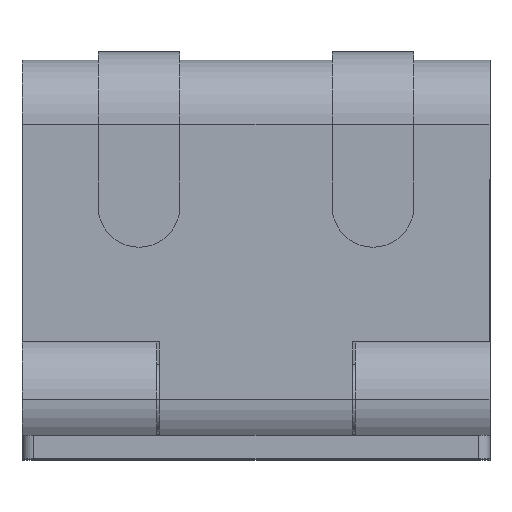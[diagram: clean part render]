
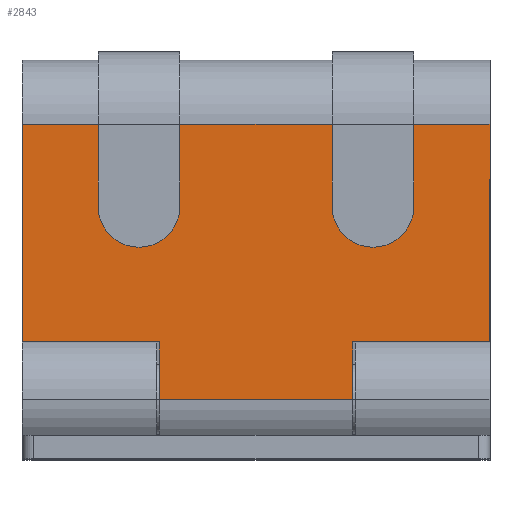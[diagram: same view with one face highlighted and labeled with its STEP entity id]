
A CAD part, top view. The second image highlights one B-rep face of the part: STEP entity #2843.
In plain terms, the highlighted planar face has unit normal (0, 0, 1).
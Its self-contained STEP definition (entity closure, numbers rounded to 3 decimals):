
#11 = VERTEX_POINT ( 'NONE', #1417 ) ;
#12 = VERTEX_POINT ( 'NONE', #1416 ) ;
#13 = EDGE_CURVE ( 'NONE', #26, #40, #1415, .T. ) ;
#26 = VERTEX_POINT ( 'NONE', #1463 ) ;
#37 = VERTEX_POINT ( 'NONE', #1492 ) ;
#40 = VERTEX_POINT ( 'NONE', #1486 ) ;
#45 = ORIENTED_EDGE ( 'NONE', *, *, #57, .F. ) ;
#46 = EDGE_CURVE ( 'NONE', #47, #2861, #1537, .T. ) ;
#47 = VERTEX_POINT ( 'NONE', #1533 ) ;
#48 = EDGE_CURVE ( 'NONE', #2674, #11, #1532, .T. ) ;
#49 = EDGE_CURVE ( 'NONE', #2677, #53, #1527, .T. ) ;
#50 = ORIENTED_EDGE ( 'NONE', *, *, #51, .T. ) ;
#51 = EDGE_CURVE ( 'NONE', #40, #37, #1522, .T. ) ;
#52 = ORIENTED_EDGE ( 'NONE', *, *, #58, .T. ) ;
#53 = VERTEX_POINT ( 'NONE', #1518 ) ;
#54 = ORIENTED_EDGE ( 'NONE', *, *, #13, .T. ) ;
#55 = VERTEX_POINT ( 'NONE', #1517 ) ;
#56 = ORIENTED_EDGE ( 'NONE', *, *, #49, .T. ) ;
#57 = EDGE_CURVE ( 'NONE', #2960, #2663, #1516, .T. ) ;
#58 = EDGE_CURVE ( 'NONE', #53, #55, #1512, .T. ) ;
#59 = ORIENTED_EDGE ( 'NONE', *, *, #60, .F. ) ;
#60 = EDGE_CURVE ( 'NONE', #26, #55, #1507, .T. ) ;
#61 = EDGE_CURVE ( 'NONE', #2683, #2674, #1568, .T. ) ;
#62 = ORIENTED_EDGE ( 'NONE', *, *, #2958, .T. ) ;
#63 = EDGE_CURVE ( 'NONE', #2680, #2683, #1564, .T. ) ;
#64 = ORIENTED_EDGE ( 'NONE', *, *, #2670, .T. ) ;
#190 = FACE_OUTER_BOUND ( 'NONE', #2840, .T. ) ;
#191 = CARTESIAN_POINT ( 'NONE',  ( -8.25, 0., 5.1 ) ) ;
#192 = CARTESIAN_POINT ( 'NONE',  ( 8.25, 0., 5.1 ) ) ;
#224 = CARTESIAN_POINT ( 'NONE',  ( 8.25, 4.9, 5.1 ) ) ;
#241 = DIRECTION ( 'NONE',  ( -1., 0., 0. ) ) ;
#242 = VECTOR ( 'NONE', #241, 1000. ) ;
#243 = CARTESIAN_POINT ( 'NONE',  ( 20., 0., 5.1 ) ) ;
#244 = LINE ( 'NONE', #243, #242 ) ;
#245 = DIRECTION ( 'NONE',  ( 0., -1., 0. ) ) ;
#246 = VECTOR ( 'NONE', #245, 1000. ) ;
#247 = CARTESIAN_POINT ( 'NONE',  ( 8.25, -5.1, 5.1 ) ) ;
#248 = LINE ( 'NONE', #247, #246 ) ;
#249 = DIRECTION ( 'NONE',  ( 0., 1., 0. ) ) ;
#250 = DIRECTION ( 'NONE',  ( 0., 0., -1. ) ) ;
#251 = CARTESIAN_POINT ( 'NONE',  ( 20., 23.497, 5.1 ) ) ;
#252 = AXIS2_PLACEMENT_3D ( 'NONE', #251, #250, #249 ) ;
#253 = PLANE ( 'NONE',  #252 ) ;
#446 = DIRECTION ( 'NONE',  ( -1., 0., 0. ) ) ;
#447 = VECTOR ( 'NONE', #446, 1000. ) ;
#448 = CARTESIAN_POINT ( 'NONE',  ( 20., 23.497, 5.1 ) ) ;
#449 = LINE ( 'NONE', #448, #447 ) ;
#496 = CARTESIAN_POINT ( 'NONE',  ( -6.5, 23.497, 5.1 ) ) ;
#497 = CARTESIAN_POINT ( 'NONE',  ( 6.5, 23.497, 5.1 ) ) ;
#1412 = DIRECTION ( 'NONE',  ( -1., 0., 0. ) ) ;
#1413 = VECTOR ( 'NONE', #1412, 1000. ) ;
#1414 = CARTESIAN_POINT ( 'NONE',  ( 20., 23.497, 5.1 ) ) ;
#1415 = LINE ( 'NONE', #1414, #1413 ) ;
#1416 = CARTESIAN_POINT ( 'NONE',  ( -8.25, 4.9, 5.1 ) ) ;
#1417 = CARTESIAN_POINT ( 'NONE',  ( 10., 12.996, 5.1 ) ) ;
#1463 = CARTESIAN_POINT ( 'NONE',  ( -13.5, 23.497, 5.1 ) ) ;
#1486 = CARTESIAN_POINT ( 'NONE',  ( -20., 23.497, 5.1 ) ) ;
#1492 = CARTESIAN_POINT ( 'NONE',  ( -20., 4.9, 5.1 ) ) ;
#1507 = LINE ( 'NONE', #1571, #1570 ) ;
#1508 = DIRECTION ( 'NONE',  ( 0., 1., 0. ) ) ;
#1509 = DIRECTION ( 'NONE',  ( 0., 0., -1. ) ) ;
#1510 = CARTESIAN_POINT ( 'NONE',  ( -10., 16.496, 5.1 ) ) ;
#1511 = AXIS2_PLACEMENT_3D ( 'NONE', #1510, #1509, #1508 ) ;
#1512 = CIRCLE ( 'NONE', #1511, 3.5 ) ;
#1513 = DIRECTION ( 'NONE',  ( 0., -1., 0. ) ) ;
#1514 = VECTOR ( 'NONE', #1513, 1000. ) ;
#1515 = CARTESIAN_POINT ( 'NONE',  ( 6.5, 23.497, 5.1 ) ) ;
#1516 = LINE ( 'NONE', #1515, #1514 ) ;
#1517 = CARTESIAN_POINT ( 'NONE',  ( -13.5, 16.496, 5.1 ) ) ;
#1518 = CARTESIAN_POINT ( 'NONE',  ( -10., 12.996, 5.1 ) ) ;
#1519 = DIRECTION ( 'NONE',  ( 0., -1., 0. ) ) ;
#1520 = VECTOR ( 'NONE', #1519, 1000. ) ;
#1521 = CARTESIAN_POINT ( 'NONE',  ( -20., 23.497, 5.1 ) ) ;
#1522 = LINE ( 'NONE', #1521, #1520 ) ;
#1523 = DIRECTION ( 'NONE',  ( 0., 1., 0. ) ) ;
#1524 = DIRECTION ( 'NONE',  ( 0., 0., -1. ) ) ;
#1525 = CARTESIAN_POINT ( 'NONE',  ( -10., 16.496, 5.1 ) ) ;
#1526 = AXIS2_PLACEMENT_3D ( 'NONE', #1525, #1524, #1523 ) ;
#1527 = CIRCLE ( 'NONE', #1526, 3.5 ) ;
#1528 = DIRECTION ( 'NONE',  ( 0., 1., 0. ) ) ;
#1529 = DIRECTION ( 'NONE',  ( 0., 0., -1. ) ) ;
#1530 = CARTESIAN_POINT ( 'NONE',  ( 10., 16.496, 5.1 ) ) ;
#1531 = AXIS2_PLACEMENT_3D ( 'NONE', #1530, #1529, #1528 ) ;
#1532 = CIRCLE ( 'NONE', #1531, 3.5 ) ;
#1533 = CARTESIAN_POINT ( 'NONE',  ( 20., 4.9, 5.1 ) ) ;
#1534 = DIRECTION ( 'NONE',  ( -1., 0., 0. ) ) ;
#1535 = VECTOR ( 'NONE', #1534, 1000. ) ;
#1536 = CARTESIAN_POINT ( 'NONE',  ( 8.25, 4.9, 5.1 ) ) ;
#1537 = LINE ( 'NONE', #1536, #1535 ) ;
#1561 = DIRECTION ( 'NONE',  ( -1., 0., 0. ) ) ;
#1562 = VECTOR ( 'NONE', #1561, 1000. ) ;
#1563 = CARTESIAN_POINT ( 'NONE',  ( 20., 23.497, 5.1 ) ) ;
#1564 = LINE ( 'NONE', #1563, #1562 ) ;
#1565 = DIRECTION ( 'NONE',  ( 0., -1., 0. ) ) ;
#1566 = VECTOR ( 'NONE', #1565, 1000. ) ;
#1567 = CARTESIAN_POINT ( 'NONE',  ( 13.5, 23.497, 5.1 ) ) ;
#1568 = LINE ( 'NONE', #1567, #1566 ) ;
#1569 = DIRECTION ( 'NONE',  ( 0., -1., 0. ) ) ;
#1570 = VECTOR ( 'NONE', #1569, 1000. ) ;
#1571 = CARTESIAN_POINT ( 'NONE',  ( -13.5, 23.497, 5.1 ) ) ;
#2489 = CARTESIAN_POINT ( 'NONE',  ( -6.5, 16.496, 5.1 ) ) ;
#2491 = CARTESIAN_POINT ( 'NONE',  ( 13.5, 16.496, 5.1 ) ) ;
#2497 = DIRECTION ( 'NONE',  ( 0., 1., 0. ) ) ;
#2498 = DIRECTION ( 'NONE',  ( 0., 0., -1. ) ) ;
#2499 = CARTESIAN_POINT ( 'NONE',  ( 10., 16.496, 5.1 ) ) ;
#2500 = AXIS2_PLACEMENT_3D ( 'NONE', #2499, #2498, #2497 ) ;
#2501 = CIRCLE ( 'NONE', #2500, 3.5 ) ;
#2502 = DIRECTION ( 'NONE',  ( -1., 0., 0. ) ) ;
#2503 = VECTOR ( 'NONE', #2502, 1000. ) ;
#2504 = CARTESIAN_POINT ( 'NONE',  ( -20., 4.9, 5.1 ) ) ;
#2505 = LINE ( 'NONE', #2504, #2503 ) ;
#2506 = DIRECTION ( 'NONE',  ( 0., 1., 0. ) ) ;
#2507 = VECTOR ( 'NONE', #2506, 1000. ) ;
#2508 = CARTESIAN_POINT ( 'NONE',  ( -8.25, -5.1, 5.1 ) ) ;
#2509 = LINE ( 'NONE', #2508, #2507 ) ;
#2516 = CARTESIAN_POINT ( 'NONE',  ( 6.5, 16.496, 5.1 ) ) ;
#2533 = DIRECTION ( 'NONE',  ( 0., -1., 0. ) ) ;
#2534 = VECTOR ( 'NONE', #2533, 1000. ) ;
#2535 = CARTESIAN_POINT ( 'NONE',  ( -6.5, 23.497, 5.1 ) ) ;
#2536 = LINE ( 'NONE', #2535, #2534 ) ;
#2543 = CARTESIAN_POINT ( 'NONE',  ( 13.5, 23.497, 5.1 ) ) ;
#2545 = CARTESIAN_POINT ( 'NONE',  ( 20., 23.497, 5.1 ) ) ;
#2546 = DIRECTION ( 'NONE',  ( 0., -1., 0. ) ) ;
#2547 = VECTOR ( 'NONE', #2546, 1000. ) ;
#2548 = CARTESIAN_POINT ( 'NONE',  ( 20., 23.497, 5.1 ) ) ;
#2549 = LINE ( 'NONE', #2548, #2547 ) ;
#2661 = ORIENTED_EDGE ( 'NONE', *, *, #2668, .F. ) ;
#2662 = ORIENTED_EDGE ( 'NONE', *, *, #2669, .F. ) ;
#2663 = VERTEX_POINT ( 'NONE', #2516 ) ;
#2664 = ORIENTED_EDGE ( 'NONE', *, *, #2678, .F. ) ;
#2665 = ORIENTED_EDGE ( 'NONE', *, *, #48, .T. ) ;
#2666 = ORIENTED_EDGE ( 'NONE', *, *, #63, .T. ) ;
#2668 = EDGE_CURVE ( 'NONE', #2842, #12, #2509, .T. ) ;
#2669 = EDGE_CURVE ( 'NONE', #12, #37, #2505, .T. ) ;
#2670 = EDGE_CURVE ( 'NONE', #11, #2663, #2501, .T. ) ;
#2674 = VERTEX_POINT ( 'NONE', #2491 ) ;
#2675 = ORIENTED_EDGE ( 'NONE', *, *, #61, .T. ) ;
#2677 = VERTEX_POINT ( 'NONE', #2489 ) ;
#2678 = EDGE_CURVE ( 'NONE', #2680, #47, #2549, .T. ) ;
#2679 = ORIENTED_EDGE ( 'NONE', *, *, #2687, .T. ) ;
#2680 = VERTEX_POINT ( 'NONE', #2545 ) ;
#2683 = VERTEX_POINT ( 'NONE', #2543 ) ;
#2687 = EDGE_CURVE ( 'NONE', #2962, #2677, #2536, .T. ) ;
#2839 = ORIENTED_EDGE ( 'NONE', *, *, #2848, .F. ) ;
#2840 = EDGE_LOOP ( 'NONE', ( #2839, #2845, #2853, #2664, #2666, #2675, #2665, #64, #45, #62, #2679, #56, #52, #59, #54, #50, #2662, #2661 ) ) ;
#2841 = VERTEX_POINT ( 'NONE', #192 ) ;
#2842 = VERTEX_POINT ( 'NONE', #191 ) ;
#2843 = ADVANCED_FACE ( 'NONE', ( #190 ), #253, .F. ) ;
#2845 = ORIENTED_EDGE ( 'NONE', *, *, #2847, .F. ) ;
#2847 = EDGE_CURVE ( 'NONE', #2861, #2841, #248, .T. ) ;
#2848 = EDGE_CURVE ( 'NONE', #2841, #2842, #244, .T. ) ;
#2853 = ORIENTED_EDGE ( 'NONE', *, *, #46, .F. ) ;
#2861 = VERTEX_POINT ( 'NONE', #224 ) ;
#2958 = EDGE_CURVE ( 'NONE', #2960, #2962, #449, .T. ) ;
#2960 = VERTEX_POINT ( 'NONE', #497 ) ;
#2962 = VERTEX_POINT ( 'NONE', #496 ) ;
